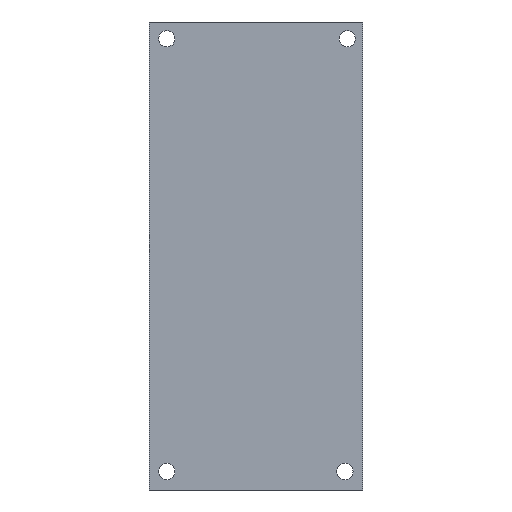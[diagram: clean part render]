
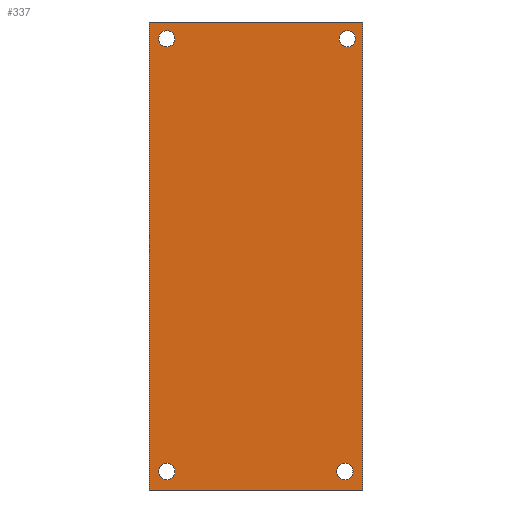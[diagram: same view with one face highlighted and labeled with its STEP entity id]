
A CAD part, front view. The second image highlights one B-rep face of the part: STEP entity #337.
In plain terms, the highlighted planar face has unit normal (0, -1, 0).
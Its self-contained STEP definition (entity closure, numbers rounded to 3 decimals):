
#15=FACE_BOUND('',#54,.T.);
#16=FACE_BOUND('',#55,.T.);
#17=FACE_BOUND('',#56,.T.);
#18=FACE_BOUND('',#57,.T.);
#22=PLANE('',#382);
#37=FACE_OUTER_BOUND('',#53,.T.);
#53=EDGE_LOOP('',(#277,#278,#279,#280));
#54=EDGE_LOOP('',(#281));
#55=EDGE_LOOP('',(#282));
#56=EDGE_LOOP('',(#283));
#57=EDGE_LOOP('',(#284));
#73=CIRCLE('',#371,1.5);
#74=CIRCLE('',#373,1.5);
#80=CIRCLE('',#383,1.5);
#81=CIRCLE('',#384,1.5);
#94=LINE('',#559,#120);
#101=LINE('',#581,#127);
#103=LINE('',#587,#129);
#104=LINE('',#588,#130);
#120=VECTOR('',#438,10.);
#127=VECTOR('',#457,10.);
#129=VECTOR('',#463,10.);
#130=VECTOR('',#464,10.);
#153=VERTEX_POINT('',#548);
#154=VERTEX_POINT('',#552);
#155=VERTEX_POINT('',#556);
#156=VERTEX_POINT('',#558);
#165=VERTEX_POINT('',#580);
#167=VERTEX_POINT('',#586);
#168=VERTEX_POINT('',#589);
#169=VERTEX_POINT('',#591);
#189=EDGE_CURVE('',#153,#153,#73,.T.);
#191=EDGE_CURVE('',#154,#154,#74,.T.);
#194=EDGE_CURVE('',#156,#155,#94,.T.);
#205=EDGE_CURVE('',#165,#156,#101,.T.);
#208=EDGE_CURVE('',#155,#167,#103,.T.);
#209=EDGE_CURVE('',#167,#165,#104,.T.);
#210=EDGE_CURVE('',#168,#168,#80,.T.);
#211=EDGE_CURVE('',#169,#169,#81,.T.);
#277=ORIENTED_EDGE('',*,*,#208,.T.);
#278=ORIENTED_EDGE('',*,*,#209,.T.);
#279=ORIENTED_EDGE('',*,*,#205,.T.);
#280=ORIENTED_EDGE('',*,*,#194,.T.);
#281=ORIENTED_EDGE('',*,*,#191,.T.);
#282=ORIENTED_EDGE('',*,*,#189,.T.);
#283=ORIENTED_EDGE('',*,*,#210,.T.);
#284=ORIENTED_EDGE('',*,*,#211,.T.);
#337=ADVANCED_FACE('',(#37,#15,#16,#17,#18),#22,.F.);
#371=AXIS2_PLACEMENT_3D('',#549,#427,#428);
#373=AXIS2_PLACEMENT_3D('',#553,#432,#433);
#382=AXIS2_PLACEMENT_3D('',#585,#461,#462);
#383=AXIS2_PLACEMENT_3D('',#590,#465,#466);
#384=AXIS2_PLACEMENT_3D('',#592,#467,#468);
#427=DIRECTION('center_axis',(0.,1.,0.));
#428=DIRECTION('ref_axis',(-1.,0.,0.));
#432=DIRECTION('center_axis',(0.,1.,0.));
#433=DIRECTION('ref_axis',(-1.,0.,0.));
#438=DIRECTION('',(1.,0.,0.));
#457=DIRECTION('',(0.,0.,-1.));
#461=DIRECTION('center_axis',(0.,1.,0.));
#462=DIRECTION('ref_axis',(-1.,0.,0.));
#463=DIRECTION('',(0.,0.,1.));
#464=DIRECTION('',(-1.,0.,0.));
#465=DIRECTION('center_axis',(0.,1.,0.));
#466=DIRECTION('ref_axis',(-1.,0.,0.));
#467=DIRECTION('center_axis',(0.,1.,0.));
#468=DIRECTION('ref_axis',(-1.,0.,0.));
#548=CARTESIAN_POINT('',(-2.,2.,-49.884));
#549=CARTESIAN_POINT('Origin',(-3.5,2.,-49.884));
#552=CARTESIAN_POINT('',(30.871,2.,-49.884));
#553=CARTESIAN_POINT('Origin',(29.371,2.,-49.884));
#556=CARTESIAN_POINT('',(32.631,2.,-53.304));
#558=CARTESIAN_POINT('',(-6.729,2.,-53.304));
#559=CARTESIAN_POINT('',(32.631,2.,-53.304));
#580=CARTESIAN_POINT('',(-6.729,2.,33.057));
#581=CARTESIAN_POINT('',(-6.729,2.,-58.304));
#585=CARTESIAN_POINT('Origin',(12.951,2.,-12.624));
#586=CARTESIAN_POINT('',(32.631,2.,33.057));
#587=CARTESIAN_POINT('',(32.631,2.,33.057));
#588=CARTESIAN_POINT('',(-6.729,2.,33.057));
#589=CARTESIAN_POINT('',(-2.,2.,29.957));
#590=CARTESIAN_POINT('Origin',(-3.5,2.,29.957));
#591=CARTESIAN_POINT('',(31.306,2.,29.957));
#592=CARTESIAN_POINT('Origin',(29.806,2.,29.957));
